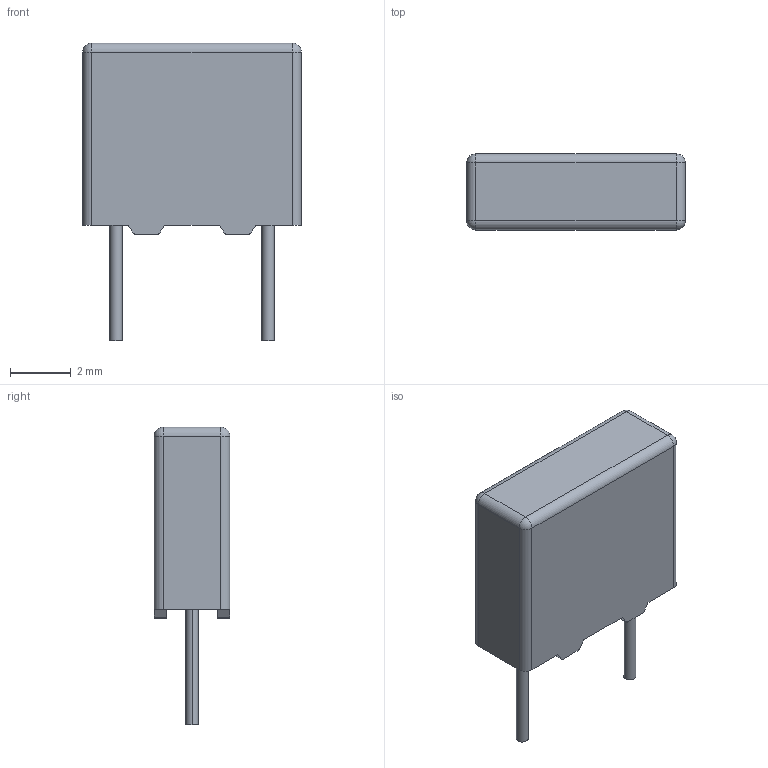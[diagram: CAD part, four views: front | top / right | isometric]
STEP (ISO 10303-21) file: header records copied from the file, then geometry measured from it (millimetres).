
FILE_DESCRIPTION (( 'STEP AP214' ), '1' );
FILE_NAME ('CAP-TH_L7.2-W2.5-H6.5-P5.0.step', '2022-07-01T09:09:20', ( '' ), ( '' ), 'SwSTEP 2.0', 'SolidWorks 2020', '' );
FILE_SCHEMA (( 'AUTOMOTIVE_DESIGN' ));
Length unit declared in the file: millimetre
Products named in the file (1): CAP-TH_L7.2-W2.5-H6.5-P5.0
Bounding box: 7.2 x 2.5 x 9.8 mm (x, y, z)
Volume: 103.3 mm3; surface area: 168.5 mm2
Topology: 1 solids, 1 shells, 276 faces, 751 edges, 494 vertices
Faces by surface type: plane 154, bspline 98, cylinder 20, sphere 4
Entity records: 12197 total; most frequent: CARTESIAN_POINT 2824, ORIENTED_EDGE 1494, DIRECTION 945, EDGE_CURVE 747, LINE 507, VECTOR 507, VERTEX_POINT 494, EDGE_LOOP 297
